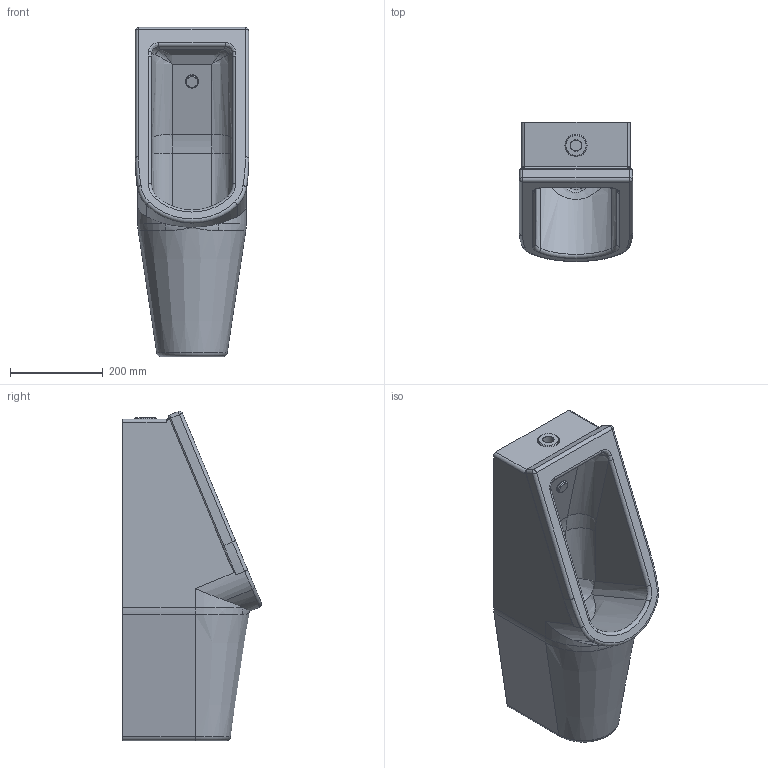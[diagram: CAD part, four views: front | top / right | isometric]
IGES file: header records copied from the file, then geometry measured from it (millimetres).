
Global section: file name: No Iges File Name specified; native system: AutoDesk Inventor R11.0; preprocessor: AutoDesk Inventor Iges Exporter R11.0; author: No Author specified; organization: No Organization specified; date: 20071020.220127; units: millimetre
Bounding box: 245 x 300.53 x 712 mm (x, y, z)
Volume: 14699773 mm3; surface area: 1035353.5 mm2
Topology: 3 solids, 4 shells, 181 faces, 445 edges, 268 vertices
Faces by surface type: plane 45, cylinder 40, revolution 35, bspline 33, torus 23, cone 3, sphere 2
